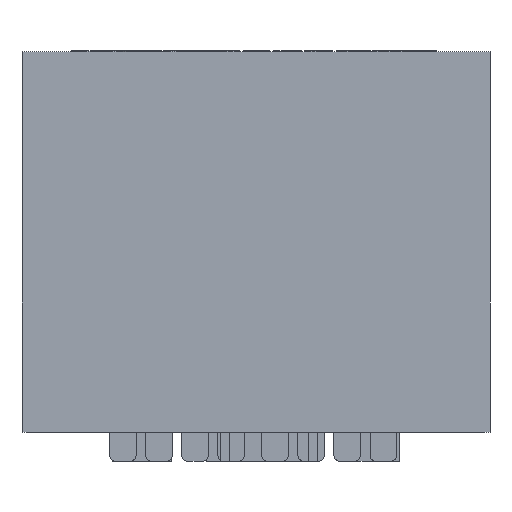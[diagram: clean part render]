
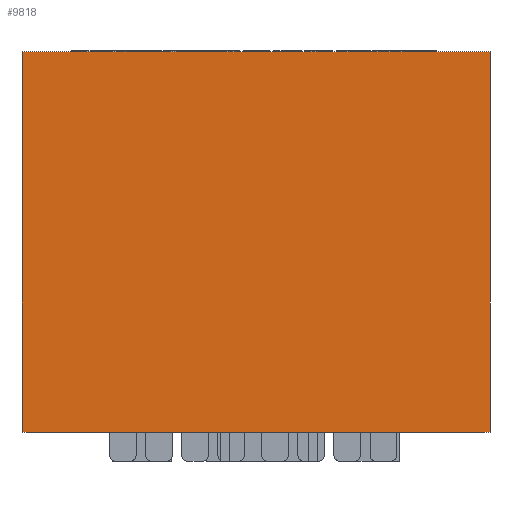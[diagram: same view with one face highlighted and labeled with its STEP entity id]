
A CAD part, front view. The second image highlights one B-rep face of the part: STEP entity #9818.
In plain terms, the highlighted planar face has unit normal (0, -1, 0).
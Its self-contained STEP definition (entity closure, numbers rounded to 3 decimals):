
#768=FACE_OUTER_BOUND('',#1338,.T.);
#1338=EDGE_LOOP('',(#6529,#6530,#6531,#6532));
#1930=LINE('',#12824,#2979);
#1931=LINE('',#12827,#2980);
#1932=LINE('',#12829,#2981);
#1933=LINE('',#12830,#2982);
#2979=VECTOR('',#10919,10.);
#2980=VECTOR('',#10922,10.);
#2981=VECTOR('',#10923,10.);
#2982=VECTOR('',#10924,10.);
#4026=VERTEX_POINT('',#12820);
#4027=VERTEX_POINT('',#12822);
#4028=VERTEX_POINT('',#12826);
#4029=VERTEX_POINT('',#12828);
#5026=EDGE_CURVE('',#4026,#4027,#1930,.T.);
#5027=EDGE_CURVE('',#4026,#4028,#1931,.T.);
#5028=EDGE_CURVE('',#4029,#4027,#1932,.T.);
#5029=EDGE_CURVE('',#4028,#4029,#1933,.T.);
#6529=ORIENTED_EDGE('',*,*,#5027,.F.);
#6530=ORIENTED_EDGE('',*,*,#5026,.T.);
#6531=ORIENTED_EDGE('',*,*,#5028,.F.);
#6532=ORIENTED_EDGE('',*,*,#5029,.F.);
#9462=PLANE('',#10444);
#9818=ADVANCED_FACE('',(#768),#9462,.T.);
#10444=AXIS2_PLACEMENT_3D('',#12825,#10920,#10921);
#10919=DIRECTION('',(0.,0.,1.));
#10920=DIRECTION('center_axis',(0.,-1.,0.));
#10921=DIRECTION('ref_axis',(1.,0.,0.));
#10922=DIRECTION('',(-1.,0.,0.));
#10923=DIRECTION('',(1.,0.,0.));
#10924=DIRECTION('',(0.,0.,1.));
#12820=CARTESIAN_POINT('',(40.,-65.,0.));
#12822=CARTESIAN_POINT('',(40.,-65.,65.));
#12824=CARTESIAN_POINT('',(40.,-65.,0.));
#12825=CARTESIAN_POINT('Origin',(-40.,-65.,0.));
#12826=CARTESIAN_POINT('',(-40.,-65.,0.));
#12827=CARTESIAN_POINT('',(40.,-65.,0.));
#12828=CARTESIAN_POINT('',(-40.,-65.,65.));
#12829=CARTESIAN_POINT('',(40.,-65.,65.));
#12830=CARTESIAN_POINT('',(-40.,-65.,0.));
